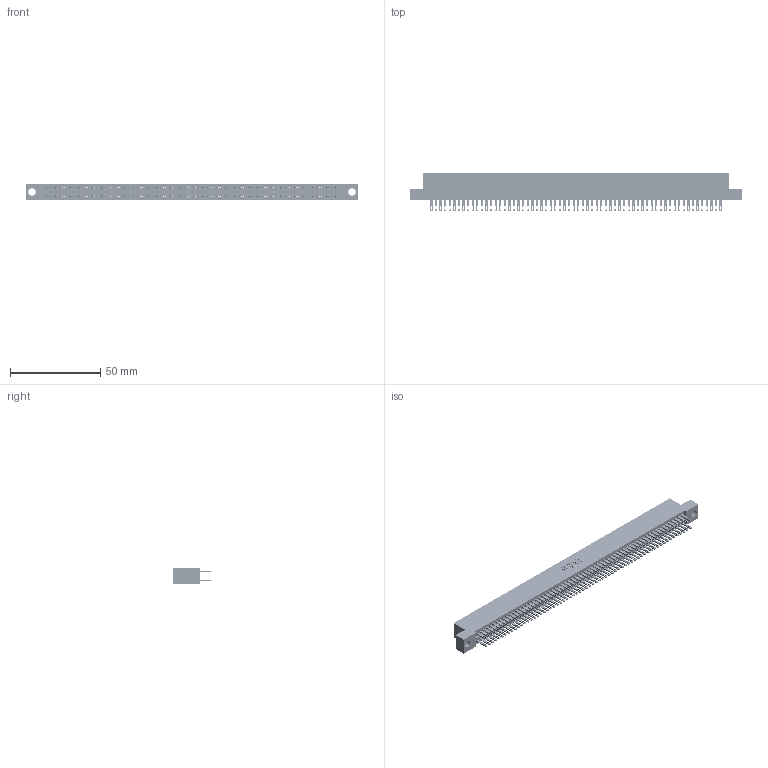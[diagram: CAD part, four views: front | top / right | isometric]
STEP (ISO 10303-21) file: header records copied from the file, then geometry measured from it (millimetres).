
FILE_DESCRIPTION (( 'STEP AP203' ), '1' );
FILE_NAME ('345-128-500-204.STEP', '2021-05-25T19:32:10', ( '' ), ( '' ), 'SwSTEP 2.0', 'SolidWorks 2020', '' );
FILE_SCHEMA (( 'CONFIG_CONTROL_DESIGN' ));
Length unit declared in the file: inch
Products named in the file (3): 345-128-500-204; 345 Part_Flush Mounting Lugs - 0.156 Dia-TI; 345-292-001_345-293-100
Assembly tree (129 placements, depth 2):
  345-128-500-204
    345 Part_Flush Mounting Lugs - 0.156 Dia-TI
    345-292-001_345-293-100  x128
Bounding box: 183.77 x 21.51 x 9.4 mm (x, y, z)
Volume: 18340.9 mm3; surface area: 28694.2 mm2
Topology: 129 solids, 129 shells, 6028 faces, 18425 edges, 12282 vertices
Faces by surface type: plane 3550, cylinder 2478
Entity records: 47603 total; most frequent: CARTESIAN_POINT 7962, ORIENTED_EDGE 7894, DIRECTION 6995, EDGE_CURVE 3947, VECTOR 3555, LINE 3555, VERTEX_POINT 2630, AXIS2_PLACEMENT_3D 1720
